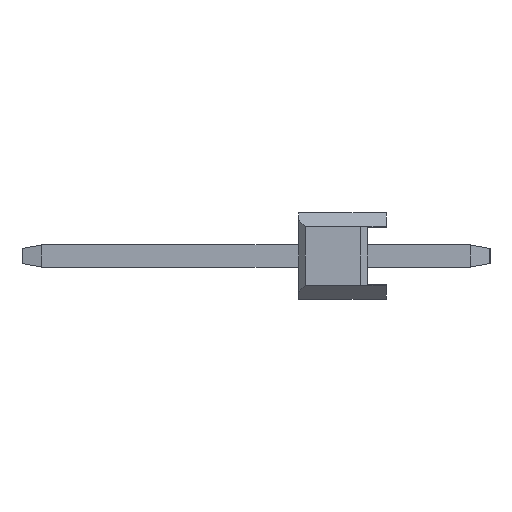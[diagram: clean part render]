
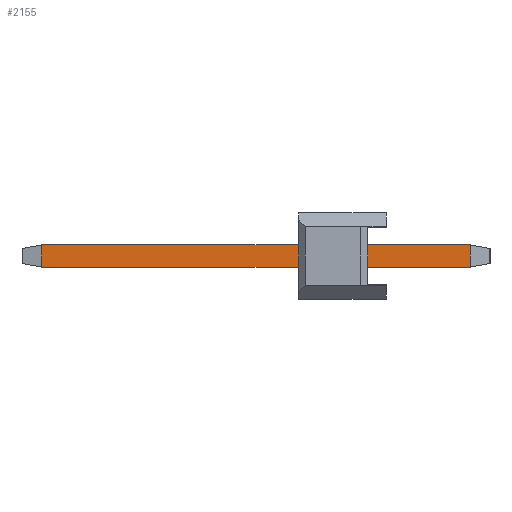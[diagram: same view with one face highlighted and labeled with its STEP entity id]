
A CAD part, left-side view. The second image highlights one B-rep face of the part: STEP entity #2155.
In plain terms, the highlighted planar face has unit normal (-1, 0, 0).
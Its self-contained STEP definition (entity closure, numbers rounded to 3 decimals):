
#318 = DIRECTION ( 'NONE',  ( 0., -1., 0. ) ) ;
#1451 = CARTESIAN_POINT ( 'NONE',  ( -0.32, 9.973, 0.32 ) ) ;
#2155 = ADVANCED_FACE ( 'NONE', ( #11307 ), #22593, .F. ) ;
#3561 = LINE ( 'NONE', #14806, #31076 ) ;
#3958 = EDGE_CURVE ( 'NONE', #16717, #27059, #29679, .T. ) ;
#4384 = CARTESIAN_POINT ( 'NONE',  ( -0.32, 9.973, -0.32 ) ) ;
#4667 = ORIENTED_EDGE ( 'NONE', *, *, #17528, .F. ) ;
#5763 = VECTOR ( 'NONE', #29380, 1000. ) ;
#5806 = EDGE_CURVE ( 'NONE', #17953, #31515, #3561, .T. ) ;
#6847 = LINE ( 'NONE', #18116, #5763 ) ;
#8543 = DIRECTION ( 'NONE',  ( 1., 0., 0. ) ) ;
#10979 = EDGE_LOOP ( 'NONE', ( #18900, #33495, #4667, #34607 ) ) ;
#11307 = FACE_OUTER_BOUND ( 'NONE', #10979, .T. ) ;
#14344 = LINE ( 'NONE', #25618, #25028 ) ;
#14806 = CARTESIAN_POINT ( 'NONE',  ( -0.32, -2.433, 0.32 ) ) ;
#15636 = DIRECTION ( 'NONE',  ( 0., 0., -1. ) ) ;
#16717 = VERTEX_POINT ( 'NONE', #1451 ) ;
#17528 = EDGE_CURVE ( 'NONE', #16717, #31515, #14344, .T. ) ;
#17953 = VERTEX_POINT ( 'NONE', #31469 ) ;
#18116 = CARTESIAN_POINT ( 'NONE',  ( -0.32, 10.54, -0.32 ) ) ;
#18120 = CARTESIAN_POINT ( 'NONE',  ( -0.32, -2.433, 0.32 ) ) ;
#18900 = ORIENTED_EDGE ( 'NONE', *, *, #25146, .T. ) ;
#19822 = DIRECTION ( 'NONE',  ( 0., 0., -1. ) ) ;
#22593 = PLANE ( 'NONE',  #27942 ) ;
#23902 = VECTOR ( 'NONE', #15636, 1000. ) ;
#25028 = VECTOR ( 'NONE', #318, 1000. ) ;
#25146 = EDGE_CURVE ( 'NONE', #27059, #17953, #6847, .T. ) ;
#25618 = CARTESIAN_POINT ( 'NONE',  ( -0.32, 10.54, 0.32 ) ) ;
#26095 = DIRECTION ( 'NONE',  ( 0., 0., 1. ) ) ;
#27059 = VERTEX_POINT ( 'NONE', #34226 ) ;
#27942 = AXIS2_PLACEMENT_3D ( 'NONE', #33856, #8543, #19822 ) ;
#29380 = DIRECTION ( 'NONE',  ( 0., -1., 0. ) ) ;
#29679 = LINE ( 'NONE', #4384, #23902 ) ;
#31076 = VECTOR ( 'NONE', #26095, 1000. ) ;
#31469 = CARTESIAN_POINT ( 'NONE',  ( -0.32, -2.433, -0.32 ) ) ;
#31515 = VERTEX_POINT ( 'NONE', #18120 ) ;
#33495 = ORIENTED_EDGE ( 'NONE', *, *, #5806, .T. ) ;
#33856 = CARTESIAN_POINT ( 'NONE',  ( -0.32, 10.54, 0.32 ) ) ;
#34226 = CARTESIAN_POINT ( 'NONE',  ( -0.32, 9.973, -0.32 ) ) ;
#34607 = ORIENTED_EDGE ( 'NONE', *, *, #3958, .T. ) ;
